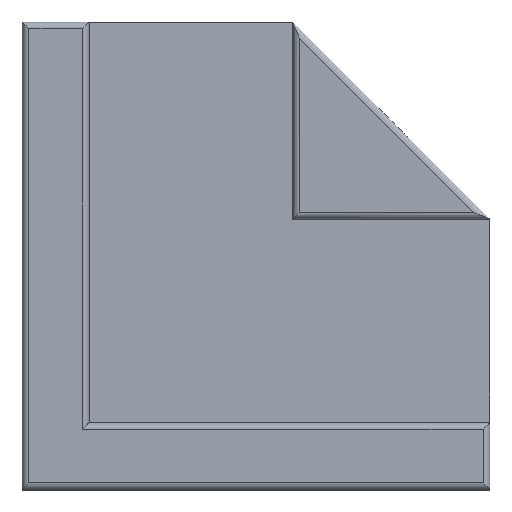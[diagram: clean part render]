
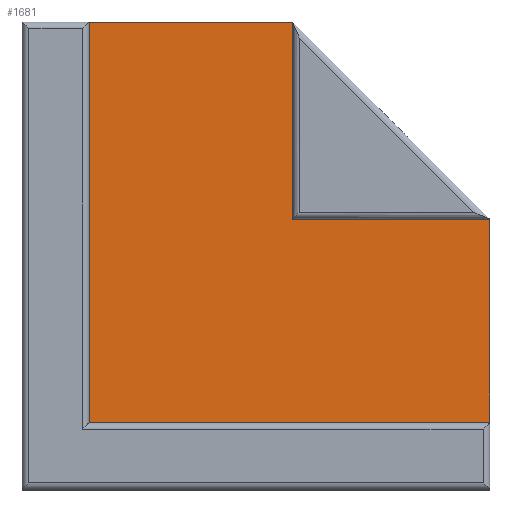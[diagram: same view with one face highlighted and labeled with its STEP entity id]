
A CAD part, top view. The second image highlights one B-rep face of the part: STEP entity #1681.
In plain terms, the highlighted planar face has unit normal (0, 0, 1).
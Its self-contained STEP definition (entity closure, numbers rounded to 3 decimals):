
#110=PLANE('',#1863);
#208=FACE_OUTER_BOUND('',#310,.T.);
#310=EDGE_LOOP('',(#1508,#1509,#1510,#1511,#1512,#1513,#1514,#1515,#1516,
#1517,#1518,#1519,#1520,#1521));
#313=LINE('',#2381,#482);
#325=LINE('',#2416,#494);
#326=LINE('',#2420,#495);
#331=LINE('',#2429,#500);
#344=LINE('',#2467,#513);
#345=LINE('',#2474,#514);
#362=LINE('',#2525,#531);
#366=LINE('',#2531,#535);
#370=LINE('',#2538,#539);
#378=LINE('',#2561,#547);
#381=LINE('',#2566,#550);
#478=LINE('',#2848,#647);
#479=LINE('',#2849,#648);
#480=LINE('',#2851,#649);
#482=VECTOR('',#1874,10.);
#494=VECTOR('',#1908,10.);
#495=VECTOR('',#1913,10.);
#500=VECTOR('',#1918,10.);
#513=VECTOR('',#1953,10.);
#514=VECTOR('',#1962,10.);
#531=VECTOR('',#2013,10.);
#535=VECTOR('',#2019,10.);
#539=VECTOR('',#2025,10.);
#547=VECTOR('',#2049,10.);
#550=VECTOR('',#2054,10.);
#647=VECTOR('',#2365,10.);
#648=VECTOR('',#2366,10.);
#649=VECTOR('',#2369,10.);
#669=VERTEX_POINT('',#2375);
#671=VERTEX_POINT('',#2379);
#682=VERTEX_POINT('',#2413);
#683=VERTEX_POINT('',#2415);
#684=VERTEX_POINT('',#2419);
#688=VERTEX_POINT('',#2427);
#701=VERTEX_POINT('',#2464);
#702=VERTEX_POINT('',#2466);
#703=VERTEX_POINT('',#2470);
#704=VERTEX_POINT('',#2472);
#720=VERTEX_POINT('',#2522);
#721=VERTEX_POINT('',#2524);
#731=VERTEX_POINT('',#2559);
#732=VERTEX_POINT('',#2564);
#814=EDGE_CURVE('',#669,#671,#313,.T.);
#831=EDGE_CURVE('',#682,#683,#325,.T.);
#833=EDGE_CURVE('',#683,#684,#326,.T.);
#838=EDGE_CURVE('',#688,#671,#331,.T.);
#856=EDGE_CURVE('',#701,#702,#344,.T.);
#860=EDGE_CURVE('',#703,#704,#345,.T.);
#885=EDGE_CURVE('',#720,#721,#362,.T.);
#889=EDGE_CURVE('',#703,#701,#366,.T.);
#893=EDGE_CURVE('',#669,#682,#370,.T.);
#904=EDGE_CURVE('',#731,#720,#378,.T.);
#907=EDGE_CURVE('',#732,#731,#381,.T.);
#1047=EDGE_CURVE('',#702,#688,#478,.T.);
#1048=EDGE_CURVE('',#721,#704,#479,.T.);
#1049=EDGE_CURVE('',#684,#732,#480,.T.);
#1508=ORIENTED_EDGE('',*,*,#838,.F.);
#1509=ORIENTED_EDGE('',*,*,#1047,.F.);
#1510=ORIENTED_EDGE('',*,*,#856,.F.);
#1511=ORIENTED_EDGE('',*,*,#889,.F.);
#1512=ORIENTED_EDGE('',*,*,#860,.T.);
#1513=ORIENTED_EDGE('',*,*,#1048,.F.);
#1514=ORIENTED_EDGE('',*,*,#885,.F.);
#1515=ORIENTED_EDGE('',*,*,#904,.F.);
#1516=ORIENTED_EDGE('',*,*,#907,.F.);
#1517=ORIENTED_EDGE('',*,*,#1049,.F.);
#1518=ORIENTED_EDGE('',*,*,#833,.F.);
#1519=ORIENTED_EDGE('',*,*,#831,.F.);
#1520=ORIENTED_EDGE('',*,*,#893,.F.);
#1521=ORIENTED_EDGE('',*,*,#814,.T.);
#1681=ADVANCED_FACE('',(#208),#110,.F.);
#1863=AXIS2_PLACEMENT_3D('',#2850,#2367,#2368);
#1874=DIRECTION('',(1.,0.,0.));
#1908=DIRECTION('',(1.,0.,0.));
#1913=DIRECTION('',(0.,1.,0.));
#1918=DIRECTION('',(0.,1.,0.));
#1953=DIRECTION('',(0.,1.,0.));
#1962=DIRECTION('',(0.,1.,0.));
#2013=DIRECTION('',(0.,-1.,0.));
#2019=DIRECTION('',(-1.,0.,0.));
#2025=DIRECTION('',(0.,1.,0.));
#2049=DIRECTION('',(1.,0.,0.));
#2054=DIRECTION('',(0.,-1.,0.));
#2365=DIRECTION('',(-1.,0.,0.));
#2366=DIRECTION('',(-1.,0.,0.));
#2367=DIRECTION('center_axis',(0.,0.,-1.));
#2368=DIRECTION('ref_axis',(-1.,0.,0.));
#2369=DIRECTION('',(1.,0.,0.));
#2375=CARTESIAN_POINT('',(0.,7.5,5.));
#2379=CARTESIAN_POINT('',(5.,7.5,5.));
#2381=CARTESIAN_POINT('',(0.,7.5,5.));
#2413=CARTESIAN_POINT('',(0.,8.5,5.));
#2415=CARTESIAN_POINT('',(5.,8.5,5.));
#2416=CARTESIAN_POINT('',(0.,8.5,5.));
#2419=CARTESIAN_POINT('',(5.,35.,5.));
#2420=CARTESIAN_POINT('',(5.,20.25,5.));
#2427=CARTESIAN_POINT('',(5.,5.,5.));
#2429=CARTESIAN_POINT('',(5.,20.25,5.));
#2464=CARTESIAN_POINT('',(7.5,0.,5.));
#2466=CARTESIAN_POINT('',(7.5,5.,5.));
#2467=CARTESIAN_POINT('',(7.5,0.,5.));
#2470=CARTESIAN_POINT('',(8.5,0.,5.));
#2472=CARTESIAN_POINT('',(8.5,5.,5.));
#2474=CARTESIAN_POINT('',(8.5,0.,5.));
#2522=CARTESIAN_POINT('',(35.,20.25,5.));
#2524=CARTESIAN_POINT('',(35.,5.,5.));
#2525=CARTESIAN_POINT('',(35.,10.,5.));
#2531=CARTESIAN_POINT('',(4.25,0.,5.));
#2538=CARTESIAN_POINT('',(0.,21.25,5.));
#2559=CARTESIAN_POINT('',(20.25,20.25,5.));
#2561=CARTESIAN_POINT('',(35.,20.25,5.));
#2564=CARTESIAN_POINT('',(20.25,35.,5.));
#2566=CARTESIAN_POINT('',(20.25,35.,5.));
#2848=CARTESIAN_POINT('',(5.,5.,5.));
#2849=CARTESIAN_POINT('',(5.,5.,5.));
#2850=CARTESIAN_POINT('Origin',(20.,20.,5.));
#2851=CARTESIAN_POINT('',(27.5,35.,5.));
